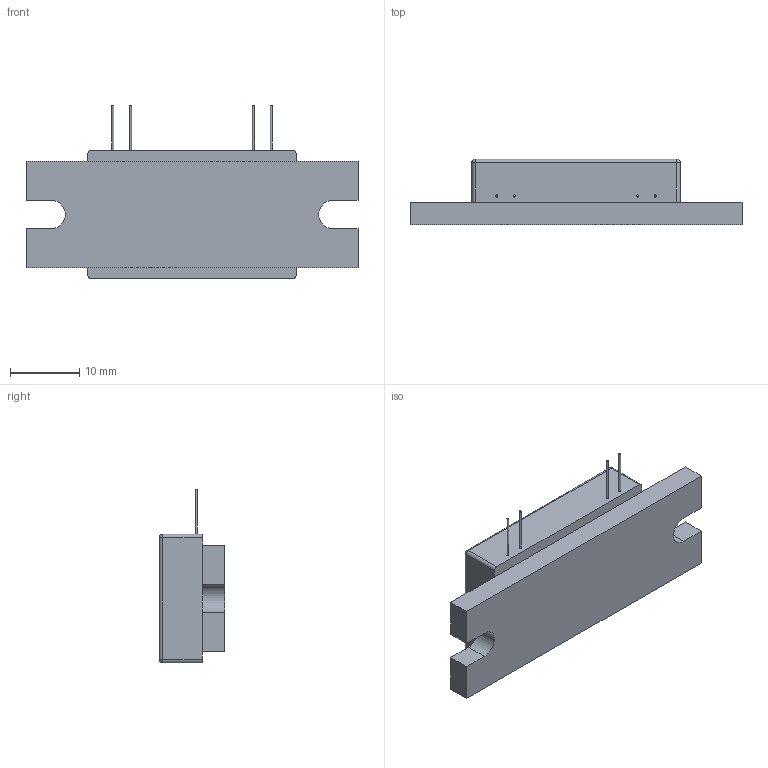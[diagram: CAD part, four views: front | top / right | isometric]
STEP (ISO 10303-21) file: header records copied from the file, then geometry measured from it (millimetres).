
FILE_DESCRIPTION(/* description */ (''),/* implementation_level */ '2;1');
FILE_NAME(/* name */ 'BGY2016.stp',/* time_stamp */ '2021-01-05T16:11:55+00:00',/* author */ ('Lenovo ThinkPad P71'),/* organization */ (''),/* preprocessor_version */ 'ST-DEVELOPER v17',/* originating_system */ 'Autodesk Inventor 2019',/* authorisation */ '');
FILE_SCHEMA (('AUTOMOTIVE_DESIGN { 1 0 10303 214 3 1 1 }'));
Length unit declared in the file: millimetre
Products named in the file (1): BGY2016
Bounding box: 48 x 9.5 x 25.1 mm (x, y, z)
Volume: 5757.1 mm3; surface area: 2667.2 mm2
Topology: 1 solids, 1 shells, 168 faces, 437 edges, 286 vertices
Faces by surface type: plane 79, bspline 71, cylinder 14, sphere 4
Full cylindrical faces by diameter (mm): 0.3 x4
Entity records: 5914 total; most frequent: CARTESIAN_POINT 2027, ORIENTED_EDGE 874, DIRECTION 519, EDGE_CURVE 437, VERTEX_POINT 286, LINE 267, VECTOR 267, EDGE_LOOP 183
